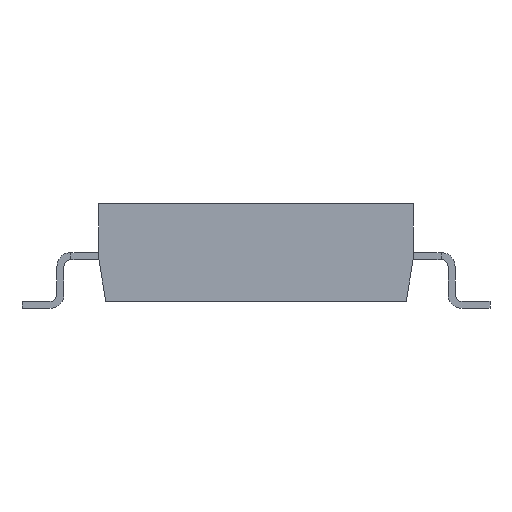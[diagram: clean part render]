
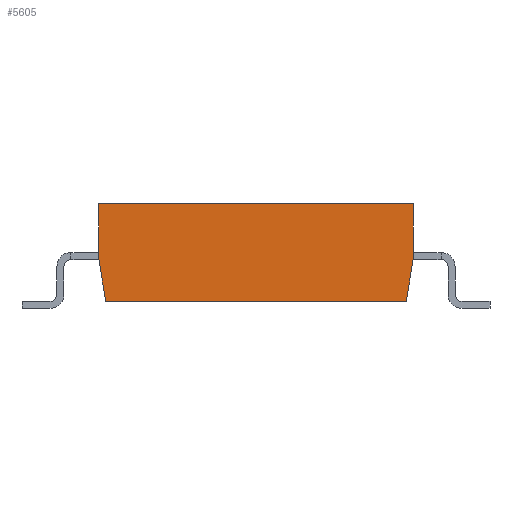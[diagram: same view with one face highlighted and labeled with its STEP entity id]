
A CAD part, left-side view. The second image highlights one B-rep face of the part: STEP entity #5605.
In plain terms, the highlighted planar face has unit normal (-1, 0, 0).
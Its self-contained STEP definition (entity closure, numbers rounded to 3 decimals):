
#470=FACE_OUTER_BOUND('',#777,.T.);
#777=EDGE_LOOP('',(#4916,#4917,#4918,#4919,#4920,#4921));
#1004=LINE('',#7899,#1609);
#1225=LINE('',#9055,#1830);
#1371=LINE('',#9361,#1976);
#1379=LINE('',#9373,#1984);
#1383=LINE('',#9379,#1988);
#1384=LINE('',#9381,#1989);
#1609=VECTOR('',#6579,10.);
#1830=VECTOR('',#7002,10.);
#1976=VECTOR('',#7272,10.);
#1984=VECTOR('',#7282,10.);
#1988=VECTOR('',#7288,10.);
#1989=VECTOR('',#7291,10.);
#2283=VERTEX_POINT('',#7896);
#2284=VERTEX_POINT('',#7898);
#2498=VERTEX_POINT('',#9054);
#2595=VERTEX_POINT('',#9359);
#2596=VERTEX_POINT('',#9360);
#2599=VERTEX_POINT('',#9372);
#2896=EDGE_CURVE('',#2283,#2284,#1004,.T.);
#3219=EDGE_CURVE('',#2498,#2284,#1225,.T.);
#3365=EDGE_CURVE('',#2595,#2596,#1371,.T.);
#3373=EDGE_CURVE('',#2283,#2599,#1379,.T.);
#3377=EDGE_CURVE('',#2596,#2498,#1383,.T.);
#3378=EDGE_CURVE('',#2595,#2599,#1384,.T.);
#4916=ORIENTED_EDGE('',*,*,#3365,.T.);
#4917=ORIENTED_EDGE('',*,*,#3377,.T.);
#4918=ORIENTED_EDGE('',*,*,#3219,.T.);
#4919=ORIENTED_EDGE('',*,*,#2896,.F.);
#4920=ORIENTED_EDGE('',*,*,#3373,.T.);
#4921=ORIENTED_EDGE('',*,*,#3378,.F.);
#5150=PLANE('',#5997);
#5605=ADVANCED_FACE('',(#470),#5150,.T.);
#5997=AXIS2_PLACEMENT_3D('',#9380,#7289,#7290);
#6579=DIRECTION('',(0.,0.,1.));
#7002=DIRECTION('',(0.,1.,0.));
#7272=DIRECTION('',(0.,-0.164,0.986));
#7282=DIRECTION('',(0.,-0.164,-0.986));
#7288=DIRECTION('',(0.,0.,1.));
#7289=DIRECTION('center_axis',(-1.,0.,0.));
#7290=DIRECTION('ref_axis',(0.,0.,1.));
#7291=DIRECTION('',(0.,1.,0.));
#7896=CARTESIAN_POINT('',(-3.155,2.25,0.6));
#7898=CARTESIAN_POINT('',(-3.155,2.25,1.4));
#7899=CARTESIAN_POINT('',(-3.155,2.25,0.));
#9054=CARTESIAN_POINT('',(-3.155,-2.25,1.4));
#9055=CARTESIAN_POINT('',(-3.155,-2.25,1.4));
#9359=CARTESIAN_POINT('',(-3.155,-2.15,0.));
#9360=CARTESIAN_POINT('',(-3.155,-2.25,0.6));
#9361=CARTESIAN_POINT('',(-3.155,-2.151,0.008));
#9372=CARTESIAN_POINT('',(-3.155,2.15,0.));
#9373=CARTESIAN_POINT('',(-3.155,2.141,-0.057));
#9379=CARTESIAN_POINT('',(-3.155,-2.25,0.));
#9380=CARTESIAN_POINT('Origin',(-3.155,-2.25,0.));
#9381=CARTESIAN_POINT('',(-3.155,-2.25,0.));
